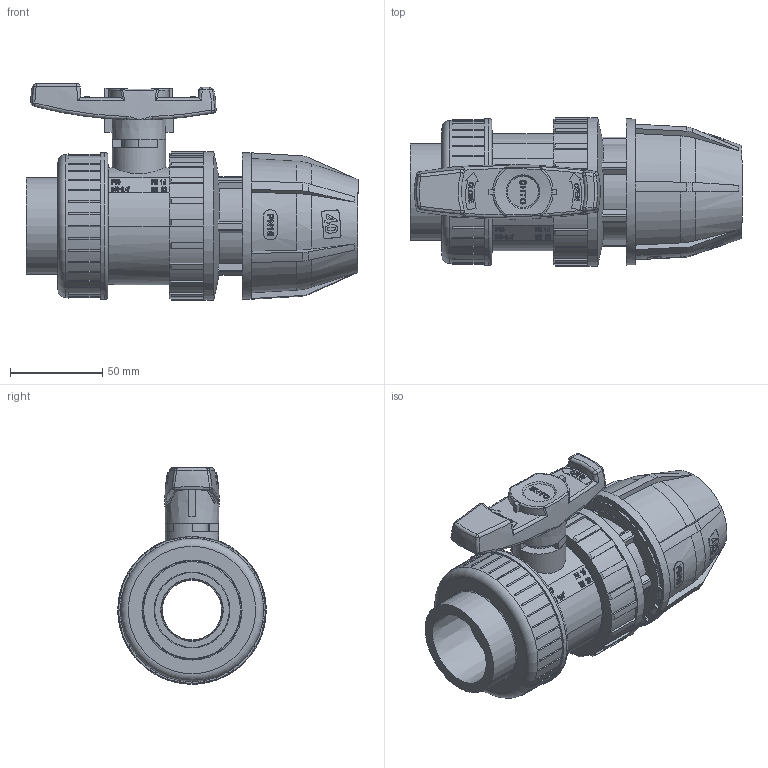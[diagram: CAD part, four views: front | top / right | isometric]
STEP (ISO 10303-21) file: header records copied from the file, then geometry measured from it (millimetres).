
FILE_DESCRIPTION(/* description */ (''),/* implementation_level */ '2;1');
FILE_NAME(/* name */ 'AK0916.040.040.step',/* time_stamp */ '2026-04-02T15:53:50+02:00',/* author */ (''),/* organization */ (''),/* preprocessor_version */ 'ST-DEVELOPER v20.1',/* originating_system */ 'Autodesk Translation Framework v14.24.0.0',/* authorisation */ '');
FILE_SCHEMA (('AUTOMOTIVE_DESIGN { 1 0 10303 214 3 1 1 }'));
Products named in the file (2): 2025-12-30-08-12-25-650; 2026-04-02-15-48-41-004
Assembly tree (1 placements, depth 2):
  2025-12-30-08-12-25-650
    2026-04-02-15-48-41-004
Bounding box: 180.11 x 80.5 x 117.42 mm (x, y, z)
Volume: 451004.2 mm3; surface area: 205920.3 mm2
Topology: 21 solids, 21 shells, 1819 faces, 4920 edges, 3218 vertices
Faces by surface type: plane 754, bspline 589, cylinder 325, torus 60, sphere 49, cone 42
Full cylindrical faces by diameter (mm): 1.721 x1, 2.295 x1, 14.416 x4, 17.808 x3, 18.656 x1, 19.504 x2, 21.2 x1, 28.947 x1, 32.224 x1, 33 x1, 33.072 x2, 33.92 x3, 35.5 x1, 38.33 x3, 39.008 x1, 39.856 x3, 42 x1, 42.909 x3, 43.248 x1, 47.064 x1, 47.607 x3, 50 x1, 50.371 x3, 52.152 x1, 52.576 x1, 53.763 x1, 54.272 x1, 55.12 x1, 55.968 x4, 56.307 x1
Entity records: 87453 total; most frequent: CARTESIAN_POINT 44843, ORIENTED_EDGE 9758, DIRECTION 7451, EDGE_CURVE 4879, VERTEX_POINT 3218, AXIS2_PLACEMENT_3D 2579, LINE 2293, VECTOR 2293
